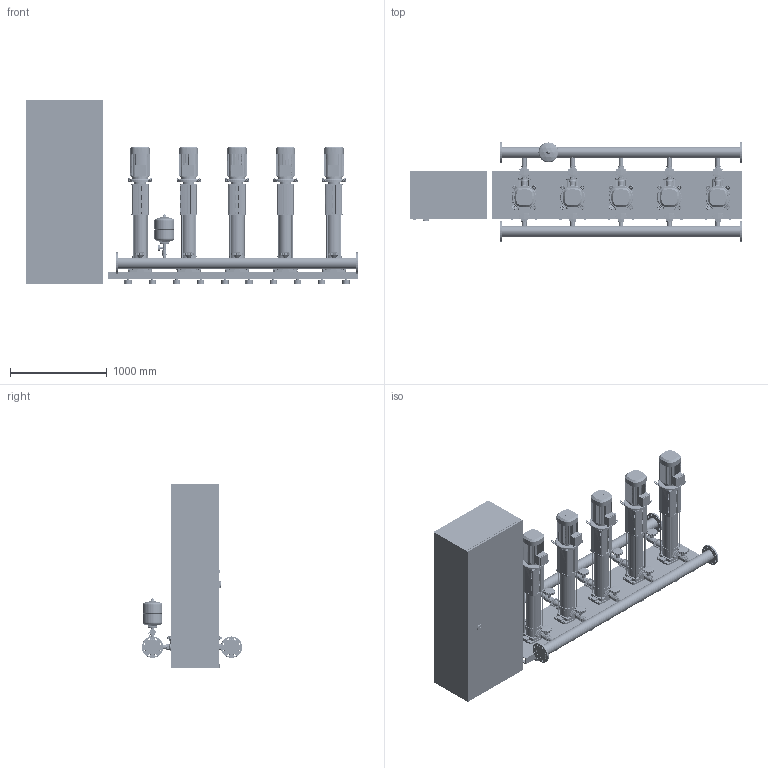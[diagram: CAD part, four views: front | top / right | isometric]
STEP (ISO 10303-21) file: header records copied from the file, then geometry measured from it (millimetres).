
FILE_DESCRIPTION((''),'2;1');
FILE_NAME('3d_CO-5HELIXV1609_K_CC-01-2532237.stp','2016-01-25T08:35:06',(''),(''),'Mechanical Desktop 2009','Mechanical Desktop 2009',', , ');
FILE_SCHEMA(('CONFIG_CONTROL_DESIGN'));
Length unit declared in the file: millimetre
Products named in the file (1): Product
Bounding box: 3430 x 1036 x 1900 mm (x, y, z)
Volume: 1001178129.3 mm3; surface area: 24091994.5 mm2
Topology: 248 solids, 248 shells, 9516 faces, 25217 edges, 16539 vertices
Faces by surface type: plane 4193, bspline 2511, cylinder 2230, cone 406, torus 144, sphere 32
Entity records: 314800 total; most frequent: CARTESIAN_POINT 78497, ORIENTED_EDGE 50378, DIRECTION 45629, EDGE_CURVE 25189, VECTOR 16575, LINE 16575, VERTEX_POINT 16534, AXIS2_PLACEMENT_3D 14527
